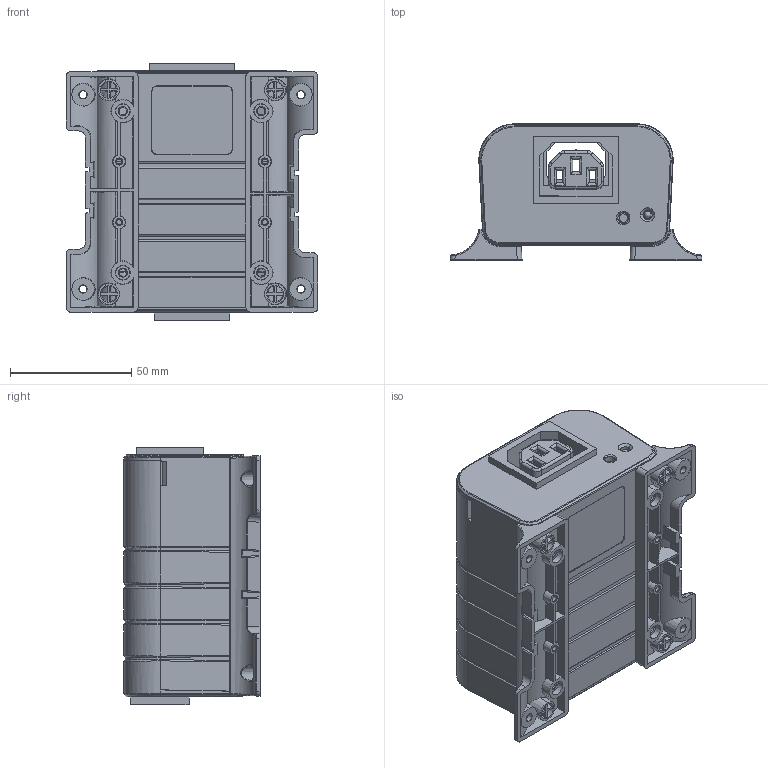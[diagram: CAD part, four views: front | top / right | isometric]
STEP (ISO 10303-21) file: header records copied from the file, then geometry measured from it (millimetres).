
FILE_DESCRIPTION (( 'STEP AP203' ), '1' );
FILE_NAME ('PWR-RMT-RBT-LC.STEP', '2021-02-23T13:40:43', ( '' ), ( '' ), 'SwSTEP 2.0', 'SolidWorks 2011', '' );
FILE_SCHEMA (( 'CONFIG_CONTROL_DESIGN' ));
Length unit declared in the file: millimetre
Products named in the file (1): PWR-RMT-RBT-LC
Bounding box: 103.67 x 55.98 x 105.8 mm (x, y, z)
Surface area: 71220.4 mm2 (no closed solid volume)
Topology: 0 solids, 16 shells, 817 faces, 2406 edges, 1599 vertices
Faces by surface type: plane 382, cylinder 202, bspline 121, cone 112
Entity records: 47732 total; most frequent: CARTESIAN_POINT 27743, ORIENTED_EDGE 4229, DIRECTION 3653, EDGE_CURVE 2404, VERTEX_POINT 1599, LINE 1359, VECTOR 1359, AXIS2_PLACEMENT_3D 1147
